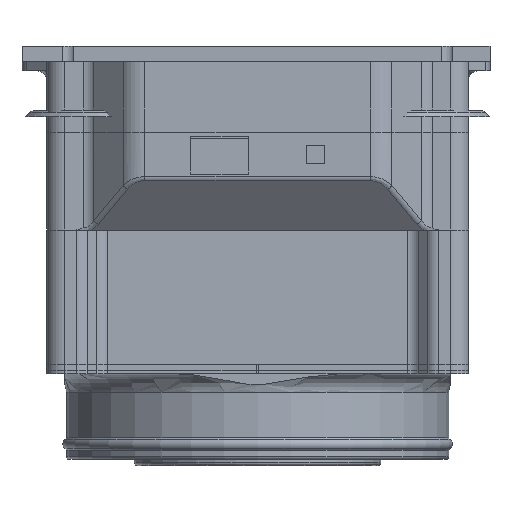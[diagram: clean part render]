
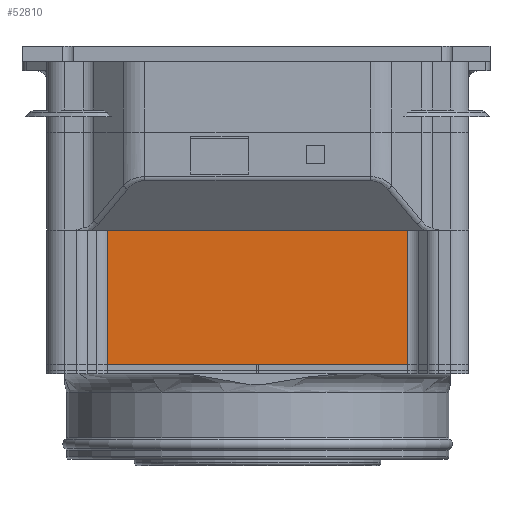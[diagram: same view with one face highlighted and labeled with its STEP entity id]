
A CAD part, front view. The second image highlights one B-rep face of the part: STEP entity #52810.
In plain terms, the highlighted planar face has unit normal (0, -1, 0).
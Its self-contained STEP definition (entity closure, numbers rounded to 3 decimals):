
#1718=PLANE('',#55834);
#4445=FACE_OUTER_BOUND('',#7276,.T.);
#7276=EDGE_LOOP('',(#41539,#41540,#41541,#41542));
#12573=LINE('',#77928,#19031);
#12591=LINE('',#77995,#19049);
#12592=LINE('',#77998,#19050);
#12593=LINE('',#77999,#19051);
#19031=VECTOR('',#62635,10.);
#19049=VECTOR('',#62715,10.);
#19050=VECTOR('',#62718,10.);
#19051=VECTOR('',#62719,10.);
#25042=VERTEX_POINT('',#77925);
#25043=VERTEX_POINT('',#77927);
#25061=VERTEX_POINT('',#77993);
#25062=VERTEX_POINT('',#77997);
#31081=EDGE_CURVE('',#25042,#25043,#12573,.T.);
#31115=EDGE_CURVE('',#25061,#25043,#12591,.T.);
#31116=EDGE_CURVE('',#25061,#25062,#12592,.T.);
#31117=EDGE_CURVE('',#25062,#25042,#12593,.T.);
#41539=ORIENTED_EDGE('',*,*,#31116,.F.);
#41540=ORIENTED_EDGE('',*,*,#31115,.T.);
#41541=ORIENTED_EDGE('',*,*,#31081,.F.);
#41542=ORIENTED_EDGE('',*,*,#31117,.F.);
#52810=ADVANCED_FACE('',(#4445),#1718,.T.);
#55834=AXIS2_PLACEMENT_3D('',#77996,#62716,#62717);
#62635=DIRECTION('',(-1.,0.,0.));
#62715=DIRECTION('',(0.,0.,-1.));
#62716=DIRECTION('center_axis',(0.,-1.,0.));
#62717=DIRECTION('ref_axis',(-1.,0.,0.));
#62718=DIRECTION('',(1.,0.,0.));
#62719=DIRECTION('',(0.,0.,-1.));
#77925=CARTESIAN_POINT('',(109.002,-3.,-46.));
#77927=CARTESIAN_POINT('',(11.,-3.,-46.));
#77928=CARTESIAN_POINT('',(11.,-3.,-46.));
#77993=CARTESIAN_POINT('',(11.,-3.,-2.));
#77995=CARTESIAN_POINT('',(11.,-3.,-2.));
#77996=CARTESIAN_POINT('Origin',(109.002,-3.,-2.));
#77997=CARTESIAN_POINT('',(109.002,-3.,-2.));
#77998=CARTESIAN_POINT('',(11.,-3.,-2.));
#77999=CARTESIAN_POINT('',(109.002,-3.,-2.));
